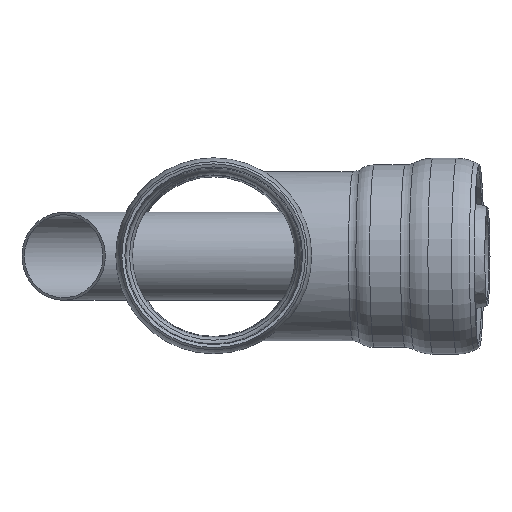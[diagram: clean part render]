
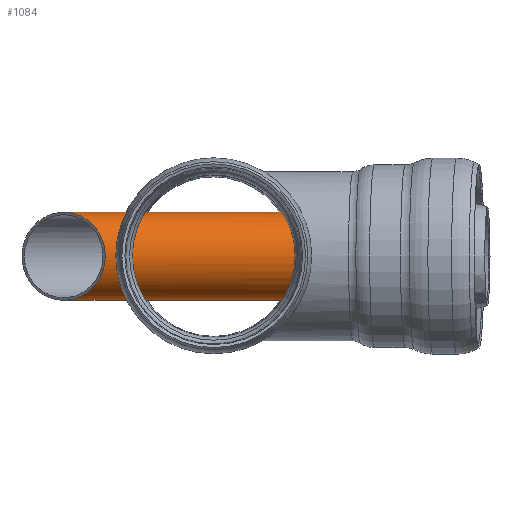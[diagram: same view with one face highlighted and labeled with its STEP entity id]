
A CAD part, top view. The second image highlights one B-rep face of the part: STEP entity #1084.
In plain terms, the highlighted cylindrical face has radius 265 mm (diameter 530 mm), a full revolution.
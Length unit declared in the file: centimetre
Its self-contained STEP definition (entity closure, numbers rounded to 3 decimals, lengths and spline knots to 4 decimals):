
#116=CIRCLE('',#1276,26.5);
#213=CYLINDRICAL_SURFACE('',#1321,26.5);
#259=FACE_OUTER_BOUND('',#326,.T.);
#326=EDGE_LOOP('',(#871,#872,#873,#874));
#363=ELLIPSE('',#1271,37.4767,26.5);
#409=VERTEX_POINT('',#1995);
#412=VERTEX_POINT('',#2002);
#547=EDGE_CURVE('',#409,#409,#363,.T.);
#551=EDGE_CURVE('',#412,#412,#116,.T.);
#591=EDGE_CURVE('',#409,#412,#1144,.T.);
#871=ORIENTED_EDGE('',*,*,#547,.T.);
#872=ORIENTED_EDGE('',*,*,#591,.T.);
#873=ORIENTED_EDGE('',*,*,#551,.T.);
#874=ORIENTED_EDGE('',*,*,#591,.F.);
#1084=ADVANCED_FACE('',(#259),#213,.T.);
#1144=LINE('',#2188,#1182);
#1182=VECTOR('',#1672,26.5);
#1271=AXIS2_PLACEMENT_3D('',#1996,#1565,#1566);
#1276=AXIS2_PLACEMENT_3D('',#2004,#1575,#1576);
#1321=AXIS2_PLACEMENT_3D('',#2187,#1670,#1671);
#1565=DIRECTION('center_axis',(0.743,0.,
-0.669));
#1566=DIRECTION('ref_axis',(0.669,0.,0.743));
#1575=DIRECTION('center_axis',(-0.999,0.,
-0.052));
#1576=DIRECTION('ref_axis',(-0.052,0.,0.999));
#1670=DIRECTION('center_axis',(-0.999,0.,
-0.052));
#1671=DIRECTION('ref_axis',(-0.052,0.,0.999));
#1672=DIRECTION('',(0.999,0.,0.052));
#1995=CARTESIAN_POINT('',(-115.4528,0.,107.413));
#1996=CARTESIAN_POINT('Origin',(-90.376,0.,135.2636));
#2002=CARTESIAN_POINT('',(71.1638,0.,117.1932));
#2004=CARTESIAN_POINT('Origin',(69.7769,0.,143.6569));
#2187=CARTESIAN_POINT('Origin',(69.7769,0.,143.6569));
#2188=CARTESIAN_POINT('',(71.1638,0.,117.1932));
